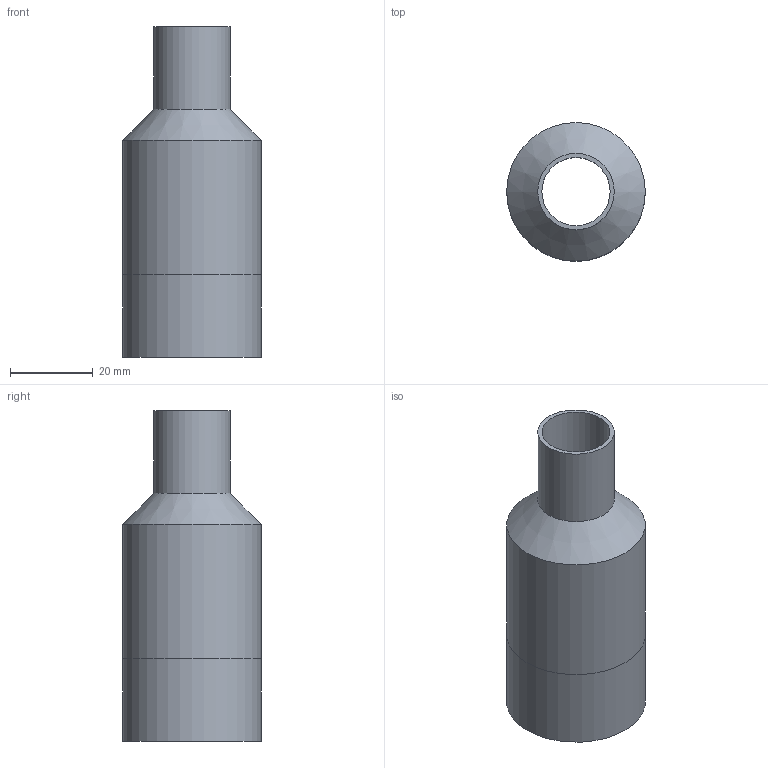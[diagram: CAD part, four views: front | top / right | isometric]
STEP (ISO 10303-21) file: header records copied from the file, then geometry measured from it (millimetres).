
FILE_DESCRIPTION(('FreeCAD Model'),'2;1');
FILE_NAME('Open CASCADE Shape Model','2022-01-03T16:40:31',('Author'),( ''),'Open CASCADE STEP processor 7.5','FreeCAD','Unknown');
FILE_SCHEMA(('AUTOMOTIVE_DESIGN { 1 0 10303 214 1 1 1 1 }'));
Length unit declared in the file: millimetre
Products named in the file (1): Body003
Bounding box: 33.5 x 33.5 x 80 mm (x, y, z)
Volume: 7048.9 mm3; surface area: 14743 mm2
Topology: 1 solids, 1 shells, 10 faces, 18 edges, 10 vertices
Faces by surface type: cylinder 6, cone 2, plane 2
Full cylindrical faces by diameter (mm): 16.5 x1, 18.5 x1, 31.5 x2, 33.5 x2
Entity records: 504 total; most frequent: DIRECTION 86, CARTESIAN_POINT 75, LINE 40, VECTOR 40, ORIENTED_EDGE 36, PCURVE 36, DEFINITIONAL_REPRESENTATION 36, AXIS2_PLACEMENT_3D 21
